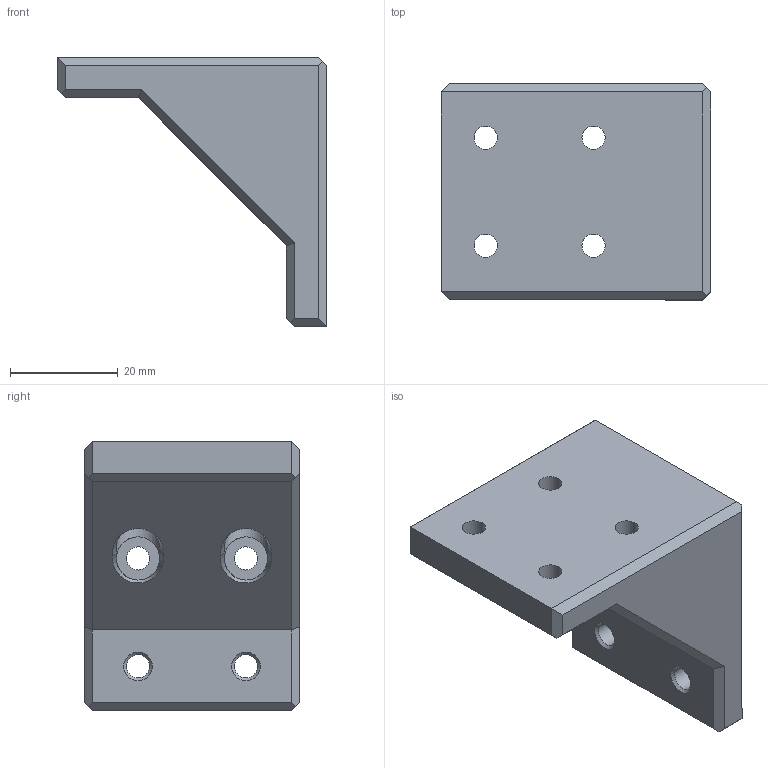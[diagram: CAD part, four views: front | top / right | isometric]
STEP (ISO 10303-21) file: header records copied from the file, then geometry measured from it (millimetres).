
FILE_DESCRIPTION(/* description */ (''),/* implementation_level */ '2;1');
FILE_NAME(/* name */ 'Frame corner connector.step',/* time_stamp */ '2024-11-17T19:00:44+01:00',/* author */ (''),/* organization */ (''),/* preprocessor_version */ 'ST-DEVELOPER v20',/* originating_system */ 'Autodesk Translation Framework v13.20.0.188',/* authorisation */ '');
FILE_SCHEMA (('AUTOMOTIVE_DESIGN { 1 0 10303 214 3 1 1 }'));
Length unit declared in the file: millimetre
Products named in the file (1): Body194
Bounding box: 50 x 40 x 50 mm (x, y, z)
Volume: 39032.5 mm3; surface area: 10745.7 mm2
Topology: 1 solids, 1 shells, 50 faces, 122 edges, 76 vertices
Faces by surface type: plane 30, cylinder 12, cone 4, bspline 4
Full cylindrical faces by diameter (mm): 4.3 x8, 8 x4
Entity records: 1844 total; most frequent: CARTESIAN_POINT 615, ORIENTED_EDGE 244, DIRECTION 230, EDGE_CURVE 122, LINE 80, VECTOR 80, VERTEX_POINT 76, AXIS2_PLACEMENT_3D 75
